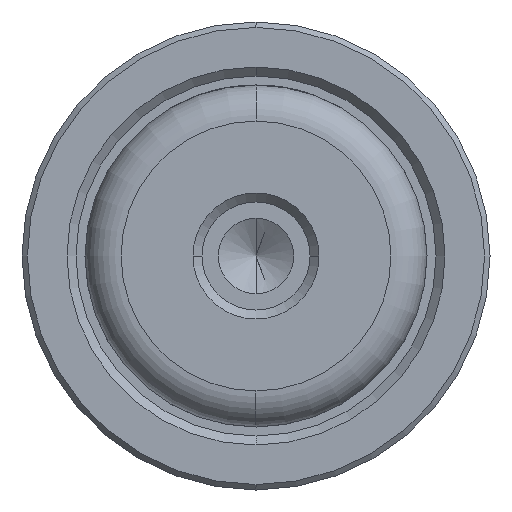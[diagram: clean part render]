
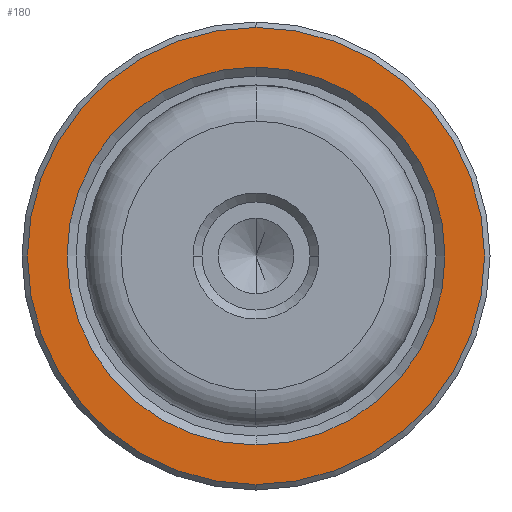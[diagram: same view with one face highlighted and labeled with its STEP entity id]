
A CAD part, left-side view. The second image highlights one B-rep face of the part: STEP entity #180.
In plain terms, the highlighted planar face has unit normal (-1, 0, 0).
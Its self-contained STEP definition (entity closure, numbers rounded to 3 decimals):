
#14 = CIRCLE ( 'NONE', #1588, 10.5 ) ;
#76 = CIRCLE ( 'NONE', #1459, 12.7 ) ;
#113 = VERTEX_POINT ( 'NONE', #130 ) ;
#130 = CARTESIAN_POINT ( 'NONE',  ( 20., 0., 12.7 ) ) ;
#134 = CARTESIAN_POINT ( 'NONE',  ( 20., 0., 0. ) ) ;
#135 = EDGE_CURVE ( 'NONE', #113, #1795, #76, .T. ) ;
#153 = EDGE_CURVE ( 'NONE', #755, #1157, #14, .T. ) ;
#180 = ADVANCED_FACE ( 'NONE', ( #2338, #1842 ), #1983, .T. ) ;
#247 = CIRCLE ( 'NONE', #1167, 12.7 ) ;
#329 = DIRECTION ( 'NONE',  ( 0., 0., 1. ) ) ;
#349 = ORIENTED_EDGE ( 'NONE', *, *, #153, .T. ) ;
#363 = ORIENTED_EDGE ( 'NONE', *, *, #1091, .T. ) ;
#444 = CARTESIAN_POINT ( 'NONE',  ( 20., 0., 0. ) ) ;
#530 = CARTESIAN_POINT ( 'NONE',  ( 20., 0., 0. ) ) ;
#619 = DIRECTION ( 'NONE',  ( 0., 0., -1. ) ) ;
#685 = CARTESIAN_POINT ( 'NONE',  ( 20., 0., -12.7 ) ) ;
#714 = DIRECTION ( 'NONE',  ( 0., 0., -1. ) ) ;
#716 = EDGE_LOOP ( 'NONE', ( #363, #349 ) ) ;
#748 = CARTESIAN_POINT ( 'NONE',  ( 20., 0., 10.5 ) ) ;
#755 = VERTEX_POINT ( 'NONE', #1334 ) ;
#791 = CARTESIAN_POINT ( 'NONE',  ( 20., 0., 0. ) ) ;
#983 = DIRECTION ( 'NONE',  ( 0., 0., 1. ) ) ;
#1083 = ORIENTED_EDGE ( 'NONE', *, *, #135, .T. ) ;
#1091 = EDGE_CURVE ( 'NONE', #1157, #755, #1146, .T. ) ;
#1092 = DIRECTION ( 'NONE',  ( -1., 0., 0. ) ) ;
#1146 = CIRCLE ( 'NONE', #1283, 10.5 ) ;
#1157 = VERTEX_POINT ( 'NONE', #748 ) ;
#1167 = AXIS2_PLACEMENT_3D ( 'NONE', #791, #2069, #983 ) ;
#1264 = ORIENTED_EDGE ( 'NONE', *, *, #1654, .T. ) ;
#1283 = AXIS2_PLACEMENT_3D ( 'NONE', #444, #1697, #619 ) ;
#1334 = CARTESIAN_POINT ( 'NONE',  ( 20., 0., -10.5 ) ) ;
#1414 = DIRECTION ( 'NONE',  ( -1., 0., 0. ) ) ;
#1459 = AXIS2_PLACEMENT_3D ( 'NONE', #134, #1414, #329 ) ;
#1588 = AXIS2_PLACEMENT_3D ( 'NONE', #530, #1796, #714 ) ;
#1654 = EDGE_CURVE ( 'NONE', #1795, #113, #247, .T. ) ;
#1697 = DIRECTION ( 'NONE',  ( 1., 0., 0. ) ) ;
#1795 = VERTEX_POINT ( 'NONE', #685 ) ;
#1796 = DIRECTION ( 'NONE',  ( 1., 0., 0. ) ) ;
#1842 = FACE_BOUND ( 'NONE', #716, .T. ) ;
#1959 = AXIS2_PLACEMENT_3D ( 'NONE', #2172, #1092, #2351 ) ;
#1983 = PLANE ( 'NONE',  #1959 ) ;
#2069 = DIRECTION ( 'NONE',  ( -1., 0., 0. ) ) ;
#2172 = CARTESIAN_POINT ( 'NONE',  ( 20., -9.5, 0. ) ) ;
#2299 = EDGE_LOOP ( 'NONE', ( #1264, #1083 ) ) ;
#2338 = FACE_OUTER_BOUND ( 'NONE', #2299, .T. ) ;
#2351 = DIRECTION ( 'NONE',  ( 0., 0., 1. ) ) ;
